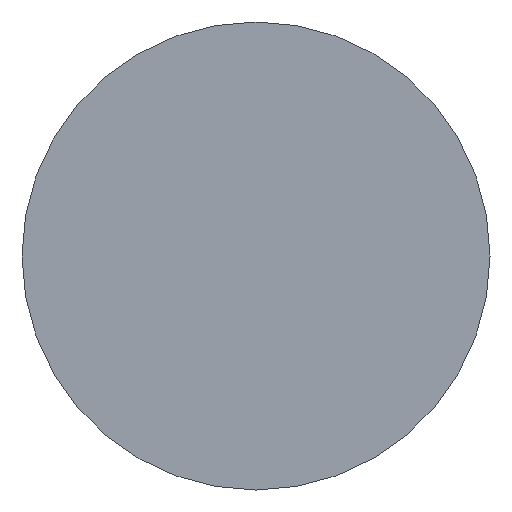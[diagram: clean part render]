
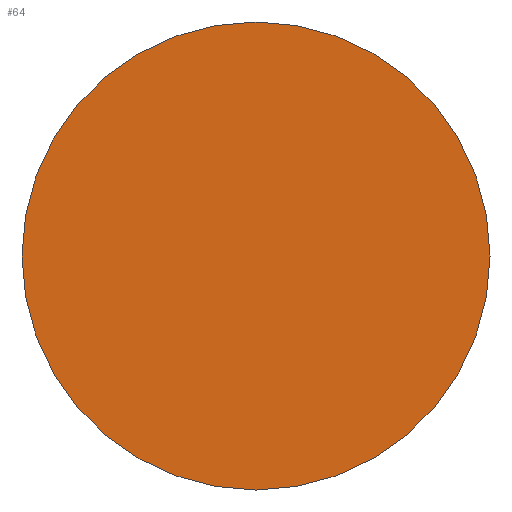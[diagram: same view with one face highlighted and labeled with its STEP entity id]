
A CAD part, front view. The second image highlights one B-rep face of the part: STEP entity #64.
In plain terms, the highlighted planar face has unit normal (0, -1, 0).
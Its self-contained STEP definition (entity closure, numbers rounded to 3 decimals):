
#17=PLANE('',#94);
#21=FACE_OUTER_BOUND('',#26,.T.);
#26=EDGE_LOOP('',(#53));
#36=CIRCLE('',#95,4.25);
#40=VERTEX_POINT('',#130);
#45=EDGE_CURVE('',#40,#40,#36,.T.);
#53=ORIENTED_EDGE('',*,*,#45,.T.);
#64=ADVANCED_FACE('',(#21),#17,.F.);
#94=AXIS2_PLACEMENT_3D('',#129,#110,#111);
#95=AXIS2_PLACEMENT_3D('',#131,#112,#113);
#110=DIRECTION('center_axis',(0.,1.,0.));
#111=DIRECTION('ref_axis',(0.,0.,1.));
#112=DIRECTION('center_axis',(0.,-1.,0.));
#113=DIRECTION('ref_axis',(-1.,0.,0.));
#129=CARTESIAN_POINT('Origin',(0.,-2.5,0.));
#130=CARTESIAN_POINT('',(4.25,-2.5,0.));
#131=CARTESIAN_POINT('Origin',(0.,-2.5,0.));
